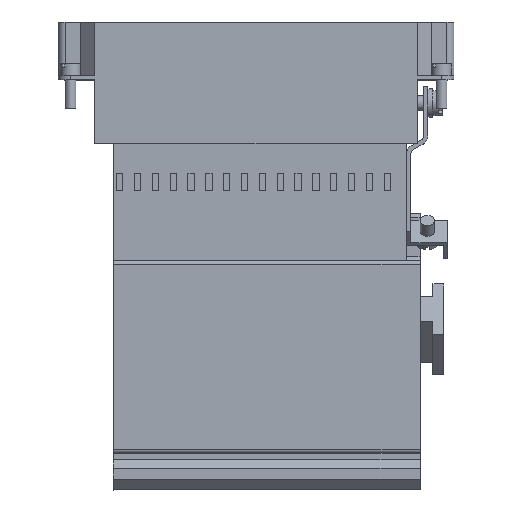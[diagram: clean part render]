
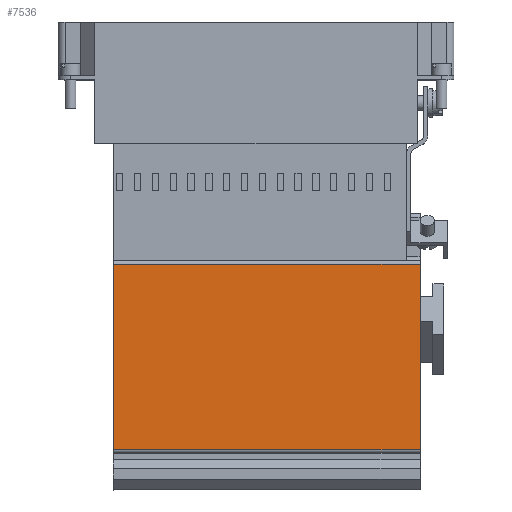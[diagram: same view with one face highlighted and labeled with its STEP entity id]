
A CAD part, top view. The second image highlights one B-rep face of the part: STEP entity #7536.
In plain terms, the highlighted planar face has unit normal (0, 0, 1).
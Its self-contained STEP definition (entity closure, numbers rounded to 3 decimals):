
#7536=ADVANCED_FACE('',(#17200),#12164,.T.);
#12164=PLANE('',#107041);
#17200=FACE_OUTER_BOUND('',#22503,.T.);
#22503=EDGE_LOOP('',(#47133,#47134,#47135,#47136));
#47133=ORIENTED_EDGE('',*,*,#74780,.T.);
#47134=ORIENTED_EDGE('',*,*,#74223,.F.);
#47135=ORIENTED_EDGE('',*,*,#74778,.T.);
#47136=ORIENTED_EDGE('',*,*,#74781,.T.);
#60369=VERTEX_POINT('',#160431);
#60370=VERTEX_POINT('',#160433);
#60796=VERTEX_POINT('',#161591);
#60797=VERTEX_POINT('',#161595);
#74223=EDGE_CURVE('',#60369,#60370,#87243,.T.);
#74778=EDGE_CURVE('',#60369,#60796,#87731,.T.);
#74780=EDGE_CURVE('',#60797,#60370,#87732,.T.);
#74781=EDGE_CURVE('',#60796,#60797,#87733,.T.);
#87243=LINE('',#160432,#100111);
#87731=LINE('',#161590,#100599);
#87732=LINE('',#161594,#100600);
#87733=LINE('',#161596,#100601);
#100111=VECTOR('',#130619,1.);
#100599=VECTOR('',#131567,1.);
#100600=VECTOR('',#131572,1.);
#100601=VECTOR('',#131573,1.);
#107041=AXIS2_PLACEMENT_3D('',#161597,#131574,#131575);
#130619=DIRECTION('',(0.,-1.,0.));
#131567=DIRECTION('',(-1.,0.,0.));
#131572=DIRECTION('',(1.,0.,0.));
#131573=DIRECTION('',(0.,-1.,0.));
#131574=DIRECTION('',(0.,0.,1.));
#131575=DIRECTION('',(0.,-1.,0.));
#160431=CARTESIAN_POINT('',(46.,-51.7,30.001));
#160432=CARTESIAN_POINT('',(46.,-51.7,30.001));
#160433=CARTESIAN_POINT('',(46.,-103.7,30.001));
#161590=CARTESIAN_POINT('',(46.,-51.7,30.001));
#161591=CARTESIAN_POINT('',(-40.,-51.7,29.999));
#161594=CARTESIAN_POINT('',(-40.,-103.7,29.999));
#161595=CARTESIAN_POINT('',(-40.,-103.7,29.999));
#161596=CARTESIAN_POINT('',(-40.,-51.7,29.999));
#161597=CARTESIAN_POINT('',(3.,-77.7,30.));
